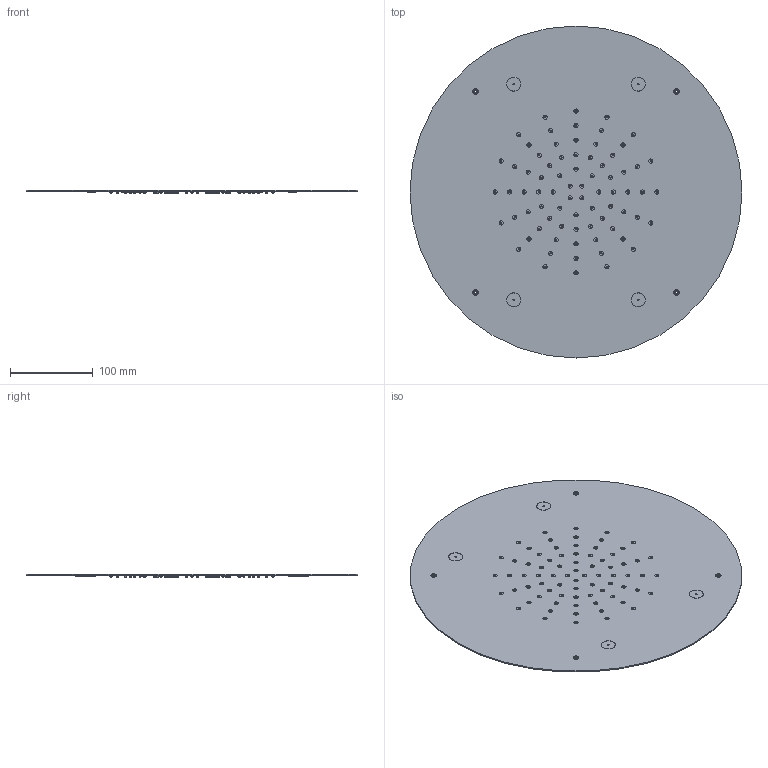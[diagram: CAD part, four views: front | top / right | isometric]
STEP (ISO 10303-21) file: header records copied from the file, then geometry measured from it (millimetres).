
FILE_DESCRIPTION((''),'2;1');
FILE_NAME('4072033CR','2021-11-22T14:07:39',('ut3'),('PAFFONI SpA'),'CREO PARAMETRIC BY PTC INC, 2020044','CREO PARAMETRIC BY PTC INC, 2020044','');
FILE_SCHEMA(('CONFIG_CONTROL_DESIGN','SHAPE_APPEARANCE_LAYERS_GROUPS'));
Length unit declared in the file: millimetre
Products named in the file (1): 4072033CR
Bounding box: 400 x 400 x 4.8 mm (x, y, z)
Volume: 190205.5 mm3; surface area: 260338.2 mm2
Topology: 1 solids, 1 shells, 1320 faces, 3010 edges, 1784 vertices
Faces by surface type: torus 784, cylinder 386, plane 118, cone 24, bspline 8
Entity records: 49337 total; most frequent: DIRECTION 8162, CARTESIAN_POINT 6330, ORIENTED_EDGE 6020, AXIS2_PLACEMENT_3D 3840, EDGE_CURVE 3010, CIRCLE 2528, VERTEX_POINT 1784, FILL_AREA_STYLE_COLOUR 1636
